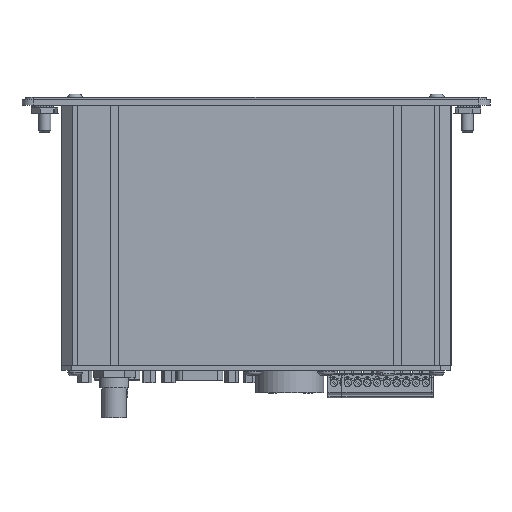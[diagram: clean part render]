
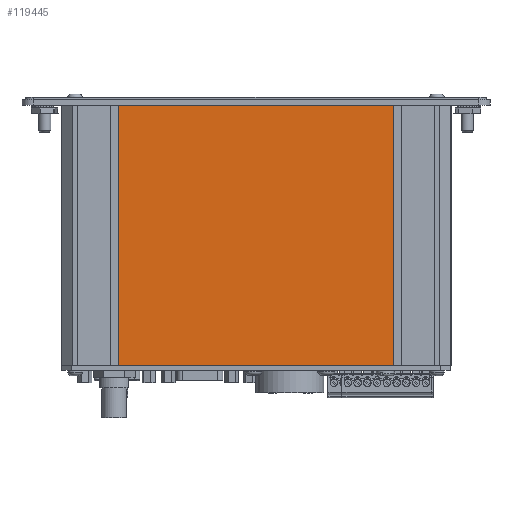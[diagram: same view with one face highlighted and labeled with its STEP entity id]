
A CAD part, front view. The second image highlights one B-rep face of the part: STEP entity #119445.
In plain terms, the highlighted planar face has unit normal (0, -1, 0).
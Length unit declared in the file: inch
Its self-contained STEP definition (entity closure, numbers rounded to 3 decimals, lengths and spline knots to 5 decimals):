
#9083 = LINE ( 'NONE', #35761, #154069 ) ;
#22092 = ORIENTED_EDGE ( 'NONE', *, *, #28604, .T. ) ;
#27299 = CARTESIAN_POINT ( 'NONE',  ( -1.94405, -1.67268, -1.94436 ) ) ;
#27997 = EDGE_CURVE ( 'NONE', #91240, #123284, #9083, .T. ) ;
#28604 = EDGE_CURVE ( 'NONE', #91240, #82876, #79290, .T. ) ;
#35761 = CARTESIAN_POINT ( 'NONE',  ( 2.28595, -1.67268, -1.94436 ) ) ;
#37686 = ORIENTED_EDGE ( 'NONE', *, *, #38154, .T. ) ;
#37806 = AXIS2_PLACEMENT_3D ( 'NONE', #126432, #42308, #140570 ) ;
#38154 = EDGE_CURVE ( 'NONE', #82876, #139153, #78091, .T. ) ;
#38329 = VECTOR ( 'NONE', #167896, 39.37008 ) ;
#42308 = DIRECTION ( 'NONE',  ( 0., 1., 0. ) ) ;
#55773 = PLANE ( 'NONE',  #37806 ) ;
#63979 = DIRECTION ( 'NONE',  ( -1., 0., 0. ) ) ;
#75702 = LINE ( 'NONE', #27299, #38329 ) ;
#78091 = LINE ( 'NONE', #157325, #111013 ) ;
#79290 = LINE ( 'NONE', #119518, #116639 ) ;
#82876 = VERTEX_POINT ( 'NONE', #120235 ) ;
#85544 = ORIENTED_EDGE ( 'NONE', *, *, #128742, .F. ) ;
#89024 = EDGE_LOOP ( 'NONE', ( #37686, #85544, #94809, #22092 ) ) ;
#90907 = CARTESIAN_POINT ( 'NONE',  ( 2.28595, -1.67268, -1.94436 ) ) ;
#91240 = VERTEX_POINT ( 'NONE', #90907 ) ;
#93455 = FACE_OUTER_BOUND ( 'NONE', #89024, .T. ) ;
#94809 = ORIENTED_EDGE ( 'NONE', *, *, #27997, .F. ) ;
#111013 = VECTOR ( 'NONE', #171458, 39.37008 ) ;
#115354 = CARTESIAN_POINT ( 'NONE',  ( -1.94405, -1.67268, 2.05564 ) ) ;
#116639 = VECTOR ( 'NONE', #133610, 39.37008 ) ;
#119445 = ADVANCED_FACE ( 'NONE', ( #93455 ), #55773, .F. ) ;
#119518 = CARTESIAN_POINT ( 'NONE',  ( 2.28595, -1.67268, -1.94436 ) ) ;
#120235 = CARTESIAN_POINT ( 'NONE',  ( 2.28595, -1.67268, 2.05564 ) ) ;
#123284 = VERTEX_POINT ( 'NONE', #168745 ) ;
#126432 = CARTESIAN_POINT ( 'NONE',  ( 2.28595, -1.67268, -1.94436 ) ) ;
#128742 = EDGE_CURVE ( 'NONE', #123284, #139153, #75702, .T. ) ;
#133610 = DIRECTION ( 'NONE',  ( 0., 0., 1. ) ) ;
#139153 = VERTEX_POINT ( 'NONE', #115354 ) ;
#140570 = DIRECTION ( 'NONE',  ( 0., 0., 1. ) ) ;
#154069 = VECTOR ( 'NONE', #63979, 39.37008 ) ;
#157325 = CARTESIAN_POINT ( 'NONE',  ( 2.28595, -1.67268, 2.05564 ) ) ;
#167896 = DIRECTION ( 'NONE',  ( 0., 0., 1. ) ) ;
#168745 = CARTESIAN_POINT ( 'NONE',  ( -1.94405, -1.67268, -1.94436 ) ) ;
#171458 = DIRECTION ( 'NONE',  ( -1., 0., 0. ) ) ;
